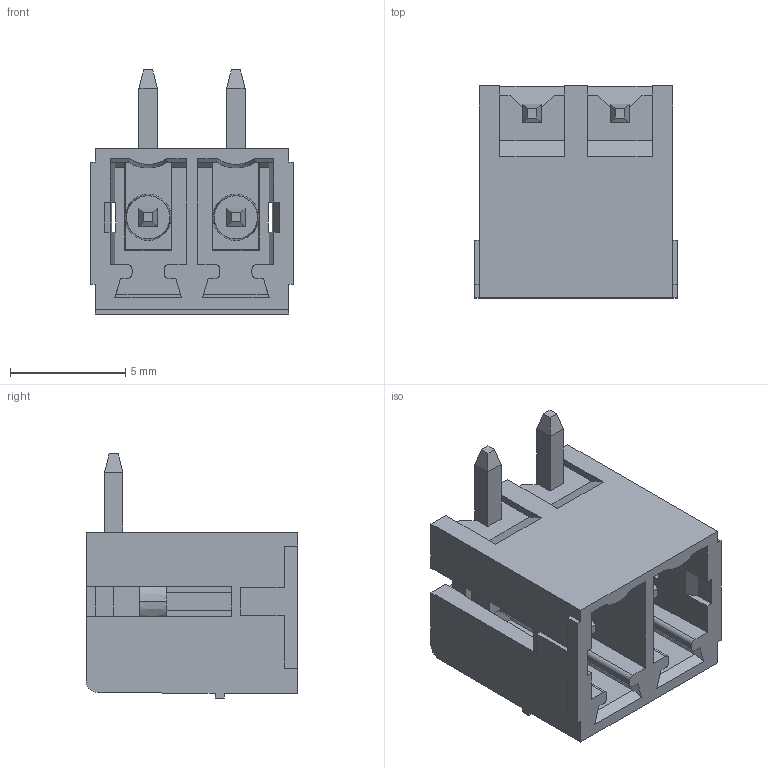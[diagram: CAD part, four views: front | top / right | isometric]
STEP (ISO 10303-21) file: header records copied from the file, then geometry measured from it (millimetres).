
FILE_DESCRIPTION((''),'2;1');
FILE_NAME('WJ15EDGRC-381-02P','2017-03-15T',('QZY'),(''),'CREO PARAMETRIC BY PTC INC, 2014440','CREO PARAMETRIC BY PTC INC, 2014440','');
FILE_SCHEMA(('CONFIG_CONTROL_DESIGN'));
Length unit declared in the file: millimetre
Products named in the file (1): WJ15EDGRC-381-02P
Bounding box: 8.81 x 9.2 x 10.6 mm (x, y, z)
Volume: 273.5 mm3; surface area: 836.3 mm2
Topology: 1 solids, 3 shells, 215 faces, 573 edges, 364 vertices
Faces by surface type: plane 192, cylinder 13, cone 6, sphere 4
Entity records: 6564 total; most frequent: CARTESIAN_POINT 1164, ORIENTED_EDGE 1138, DIRECTION 1039, EDGE_CURVE 569, VECTOR 521, LINE 521, VERTEX_POINT 364, AXIS2_PLACEMENT_3D 259
